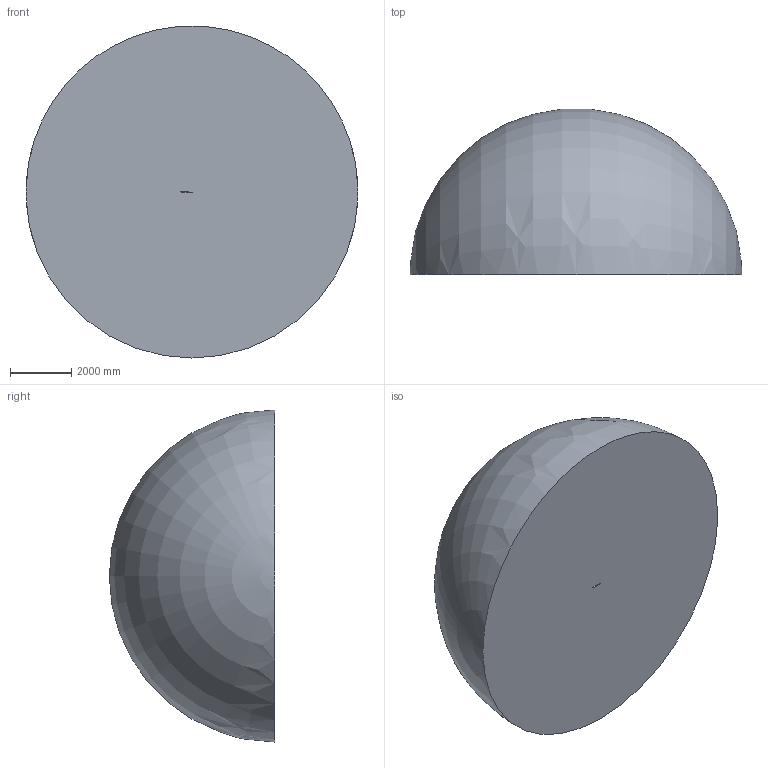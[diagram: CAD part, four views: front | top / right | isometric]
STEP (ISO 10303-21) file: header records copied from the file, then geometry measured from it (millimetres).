
FILE_DESCRIPTION((''),'2;1');
FILE_NAME('','2012-04-18T15:29:40',(''),(''),'','CADfix','');
FILE_SCHEMA(('AUTOMOTIVE_DESIGN { 1 0 10303 214 1 1 1 1 }'));
Length unit declared in the file: metre
Bounding box: 10799.85 x 5379.44 x 10800 mm (x, y, z)
Surface area: 275204992.5 mm2 (no closed solid volume)
Topology: 0 solids, 1 shells, 6 faces, 14 edges, 7 vertices
Faces by surface type: bspline 6
Entity records: 28868 total; most frequent: CARTESIAN_POINT 28777, ORIENTED_EDGE 20, B_SPLINE_CURVE_WITH_KNOTS 10, EDGE_CURVE 10, VERTEX_POINT 7, EDGE_LOOP 7, B_SPLINE_SURFACE_WITH_KNOTS 6, FACE_OUTER_BOUND 6
